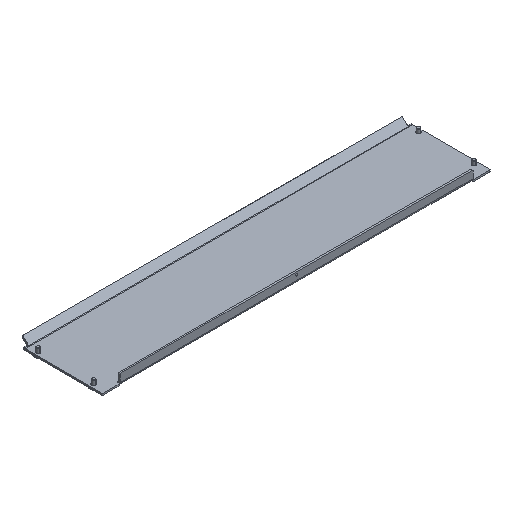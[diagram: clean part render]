
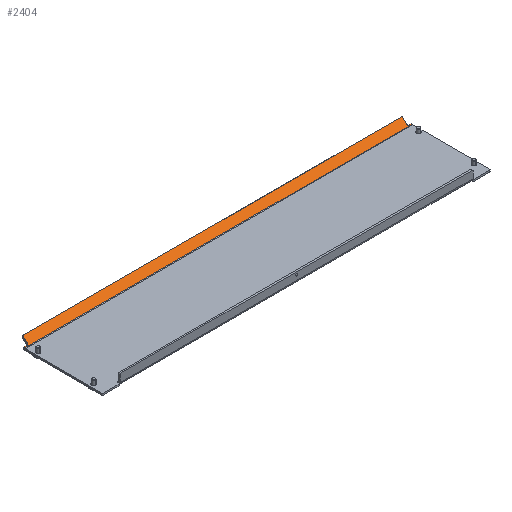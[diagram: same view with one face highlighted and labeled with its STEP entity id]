
A CAD part, isometric view. The second image highlights one B-rep face of the part: STEP entity #2404.
In plain terms, the highlighted planar face has unit normal (0, -0.707, 0.707).
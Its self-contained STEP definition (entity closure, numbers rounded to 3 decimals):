
#8 = CIRCLE ( 'NONE', #1763, 1. ) ;
#52 = AXIS2_PLACEMENT_3D ( 'NONE', #55, #1280, #140 ) ;
#55 = CARTESIAN_POINT ( 'NONE',  ( 221.5, 52.399, 8.485 ) ) ;
#107 = ORIENTED_EDGE ( 'NONE', *, *, #182, .F. ) ;
#140 = DIRECTION ( 'NONE',  ( 0., -0.707, -0.707 ) ) ;
#174 = CARTESIAN_POINT ( 'NONE',  ( -221.5, 53.107, 9.192 ) ) ;
#177 = CARTESIAN_POINT ( 'NONE',  ( -226.5, 46.743, 2.828 ) ) ;
#182 = EDGE_CURVE ( 'NONE', #2244, #864, #1944, .T. ) ;
#199 = VERTEX_POINT ( 'NONE', #1911 ) ;
#203 = CARTESIAN_POINT ( 'NONE',  ( 227.47, 46.207, 2.293 ) ) ;
#246 = ORIENTED_EDGE ( 'NONE', *, *, #2730, .T. ) ;
#259 = ORIENTED_EDGE ( 'NONE', *, *, #1850, .F. ) ;
#280 = EDGE_CURVE ( 'NONE', #2252, #407, #870, .T. ) ;
#282 = CARTESIAN_POINT ( 'NONE',  ( -226.5, 46.036, 2.121 ) ) ;
#338 = ORIENTED_EDGE ( 'NONE', *, *, #2743, .T. ) ;
#356 = DIRECTION ( 'NONE',  ( 0., -0.707, -0.707 ) ) ;
#376 = DIRECTION ( 'NONE',  ( 0., -0.707, -0.707 ) ) ;
#407 = VERTEX_POINT ( 'NONE', #418 ) ;
#418 = CARTESIAN_POINT ( 'NONE',  ( -223.5, 46.743, 2.828 ) ) ;
#436 = CIRCLE ( 'NONE', #2185, 1. ) ;
#441 = VECTOR ( 'NONE', #2306, 1000. ) ;
#472 = EDGE_CURVE ( 'NONE', #2252, #2026, #8, .T. ) ;
#564 = VECTOR ( 'NONE', #2420, 1000. ) ;
#636 = ORIENTED_EDGE ( 'NONE', *, *, #2149, .T. ) ;
#659 = EDGE_CURVE ( 'NONE', #2556, #1873, #1234, .T. ) ;
#721 = DIRECTION ( 'NONE',  ( 0., -0.707, 0.707 ) ) ;
#749 = DIRECTION ( 'NONE',  ( 0., -0.707, -0.707 ) ) ;
#863 = LINE ( 'NONE', #1780, #1381 ) ;
#864 = VERTEX_POINT ( 'NONE', #3067 ) ;
#870 = LINE ( 'NONE', #2993, #2301 ) ;
#1121 = CARTESIAN_POINT ( 'NONE',  ( 223.5, 46.743, 2.828 ) ) ;
#1188 = EDGE_CURVE ( 'NONE', #2028, #1873, #2332, .T. ) ;
#1227 = CARTESIAN_POINT ( 'NONE',  ( -227.47, 46.207, 2.293 ) ) ;
#1234 = CIRCLE ( 'NONE', #2691, 1. ) ;
#1267 = DIRECTION ( 'NONE',  ( 0., -0.707, 0.707 ) ) ;
#1274 = EDGE_LOOP ( 'NONE', ( #259, #1356, #2812, #1991, #1536, #2528, #2516, #636, #1523, #338, #107, #246 ) ) ;
#1280 = DIRECTION ( 'NONE',  ( 0., -0.707, 0.707 ) ) ;
#1356 = ORIENTED_EDGE ( 'NONE', *, *, #659, .T. ) ;
#1381 = VECTOR ( 'NONE', #1821, 1000. ) ;
#1391 = CIRCLE ( 'NONE', #52, 1. ) ;
#1392 = AXIS2_PLACEMENT_3D ( 'NONE', #2328, #3061, #376 ) ;
#1438 = LINE ( 'NONE', #2652, #2854 ) ;
#1480 = DIRECTION ( 'NONE',  ( 1., 0., 0. ) ) ;
#1523 = ORIENTED_EDGE ( 'NONE', *, *, #2123, .F. ) ;
#1536 = ORIENTED_EDGE ( 'NONE', *, *, #280, .F. ) ;
#1567 = DIRECTION ( 'NONE',  ( 0., -0.707, -0.707 ) ) ;
#1704 = CARTESIAN_POINT ( 'NONE',  ( -222.5, 47.45, 3.536 ) ) ;
#1712 = LINE ( 'NONE', #2672, #1986 ) ;
#1715 = EDGE_CURVE ( 'NONE', #2028, #407, #2903, .T. ) ;
#1730 = CARTESIAN_POINT ( 'NONE',  ( 0., 22.164, -21.75 ) ) ;
#1763 = AXIS2_PLACEMENT_3D ( 'NONE', #282, #1267, #749 ) ;
#1780 = CARTESIAN_POINT ( 'NONE',  ( 0., 46.743, 2.828 ) ) ;
#1796 = CIRCLE ( 'NONE', #2194, 1. ) ;
#1821 = DIRECTION ( 'NONE',  ( 1., 0., 0. ) ) ;
#1850 = EDGE_CURVE ( 'NONE', #2556, #199, #1712, .T. ) ;
#1873 = VERTEX_POINT ( 'NONE', #2717 ) ;
#1895 = CARTESIAN_POINT ( 'NONE',  ( 222.5, 22.164, -21.75 ) ) ;
#1911 = CARTESIAN_POINT ( 'NONE',  ( 221.5, 53.107, 9.192 ) ) ;
#1944 = LINE ( 'NONE', #1895, #564 ) ;
#1986 = VECTOR ( 'NONE', #1480, 1000. ) ;
#1991 = ORIENTED_EDGE ( 'NONE', *, *, #1715, .T. ) ;
#2026 = VERTEX_POINT ( 'NONE', #1227 ) ;
#2028 = VERTEX_POINT ( 'NONE', #1704 ) ;
#2123 = EDGE_CURVE ( 'NONE', #2747, #2679, #863, .T. ) ;
#2149 = EDGE_CURVE ( 'NONE', #2506, #2679, #436, .T. ) ;
#2185 = AXIS2_PLACEMENT_3D ( 'NONE', #2511, #2262, #2273 ) ;
#2194 = AXIS2_PLACEMENT_3D ( 'NONE', #2766, #2255, #1567 ) ;
#2244 = VERTEX_POINT ( 'NONE', #2814 ) ;
#2252 = VERTEX_POINT ( 'NONE', #177 ) ;
#2255 = DIRECTION ( 'NONE',  ( 0., 0.707, -0.707 ) ) ;
#2262 = DIRECTION ( 'NONE',  ( 0., -0.707, 0.707 ) ) ;
#2273 = DIRECTION ( 'NONE',  ( 0., -0.707, -0.707 ) ) ;
#2301 = VECTOR ( 'NONE', #2453, 1000. ) ;
#2306 = DIRECTION ( 'NONE',  ( 0., 0.707, 0.707 ) ) ;
#2328 = CARTESIAN_POINT ( 'NONE',  ( -223.5, 47.45, 3.536 ) ) ;
#2332 = LINE ( 'NONE', #2538, #441 ) ;
#2397 = DIRECTION ( 'NONE',  ( -1., 0., 0. ) ) ;
#2404 = ADVANCED_FACE ( 'NONE', ( #2405 ), #2687, .T. ) ;
#2405 = FACE_OUTER_BOUND ( 'NONE', #1274, .T. ) ;
#2420 = DIRECTION ( 'NONE',  ( 0., -0.707, -0.707 ) ) ;
#2453 = DIRECTION ( 'NONE',  ( 1., 0., 0. ) ) ;
#2474 = CARTESIAN_POINT ( 'NONE',  ( -221.5, 52.399, 8.485 ) ) ;
#2506 = VERTEX_POINT ( 'NONE', #203 ) ;
#2511 = CARTESIAN_POINT ( 'NONE',  ( 226.5, 46.036, 2.121 ) ) ;
#2516 = ORIENTED_EDGE ( 'NONE', *, *, #2715, .F. ) ;
#2528 = ORIENTED_EDGE ( 'NONE', *, *, #472, .T. ) ;
#2538 = CARTESIAN_POINT ( 'NONE',  ( -222.5, 22.164, -21.75 ) ) ;
#2556 = VERTEX_POINT ( 'NONE', #174 ) ;
#2652 = CARTESIAN_POINT ( 'NONE',  ( 227.5, 46.207, 2.293 ) ) ;
#2671 = CARTESIAN_POINT ( 'NONE',  ( 226.5, 46.743, 2.828 ) ) ;
#2672 = CARTESIAN_POINT ( 'NONE',  ( 227.5, 53.107, 9.192 ) ) ;
#2676 = DIRECTION ( 'NONE',  ( 0., -0.707, -0.707 ) ) ;
#2679 = VERTEX_POINT ( 'NONE', #2671 ) ;
#2687 = PLANE ( 'NONE',  #2897 ) ;
#2691 = AXIS2_PLACEMENT_3D ( 'NONE', #2474, #2990, #356 ) ;
#2715 = EDGE_CURVE ( 'NONE', #2506, #2026, #1438, .T. ) ;
#2717 = CARTESIAN_POINT ( 'NONE',  ( -222.5, 52.399, 8.485 ) ) ;
#2730 = EDGE_CURVE ( 'NONE', #2244, #199, #1391, .T. ) ;
#2743 = EDGE_CURVE ( 'NONE', #2747, #864, #1796, .T. ) ;
#2747 = VERTEX_POINT ( 'NONE', #1121 ) ;
#2766 = CARTESIAN_POINT ( 'NONE',  ( 223.5, 47.45, 3.536 ) ) ;
#2812 = ORIENTED_EDGE ( 'NONE', *, *, #1188, .F. ) ;
#2814 = CARTESIAN_POINT ( 'NONE',  ( 222.5, 52.399, 8.485 ) ) ;
#2854 = VECTOR ( 'NONE', #2397, 1000. ) ;
#2897 = AXIS2_PLACEMENT_3D ( 'NONE', #1730, #721, #2676 ) ;
#2903 = CIRCLE ( 'NONE', #1392, 1. ) ;
#2990 = DIRECTION ( 'NONE',  ( 0., -0.707, 0.707 ) ) ;
#2993 = CARTESIAN_POINT ( 'NONE',  ( 0., 46.743, 2.828 ) ) ;
#3061 = DIRECTION ( 'NONE',  ( 0., 0.707, -0.707 ) ) ;
#3067 = CARTESIAN_POINT ( 'NONE',  ( 222.5, 47.45, 3.536 ) ) ;
